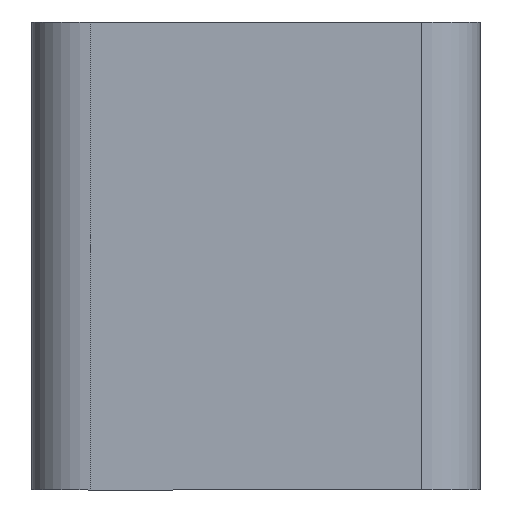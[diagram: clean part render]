
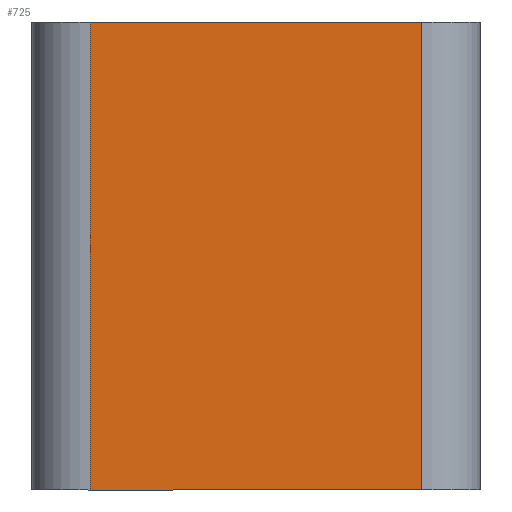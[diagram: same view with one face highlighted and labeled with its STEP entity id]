
A CAD part, front view. The second image highlights one B-rep face of the part: STEP entity #725.
In plain terms, the highlighted planar face has unit normal (0, -1, 0).
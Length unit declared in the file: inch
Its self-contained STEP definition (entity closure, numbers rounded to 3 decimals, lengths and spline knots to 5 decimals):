
#6 = VECTOR ( 'NONE', #325, 39.37008 ) ;
#39 = FACE_OUTER_BOUND ( 'NONE', #405, .T. ) ;
#45 = EDGE_CURVE ( 'NONE', #702, #84, #539, .T. ) ;
#60 = ORIENTED_EDGE ( 'NONE', *, *, #483, .T. ) ;
#63 = ORIENTED_EDGE ( 'NONE', *, *, #45, .F. ) ;
#77 = DIRECTION ( 'NONE',  ( 0., 0., -1. ) ) ;
#84 = VERTEX_POINT ( 'NONE', #238 ) ;
#112 = CARTESIAN_POINT ( 'NONE',  ( 0.53125, -0.125, -0.75 ) ) ;
#145 = EDGE_CURVE ( 'NONE', #702, #224, #845, .T. ) ;
#188 = CARTESIAN_POINT ( 'NONE',  ( -0.53125, -0.125, 0.75 ) ) ;
#222 = CARTESIAN_POINT ( 'NONE',  ( 0.53125, -0.125, -0.75 ) ) ;
#224 = VERTEX_POINT ( 'NONE', #444 ) ;
#238 = CARTESIAN_POINT ( 'NONE',  ( -0.53125, -0.125, -0.75 ) ) ;
#284 = PLANE ( 'NONE',  #562 ) ;
#285 = VECTOR ( 'NONE', #317, 39.37008 ) ;
#317 = DIRECTION ( 'NONE',  ( 0., 0., 1. ) ) ;
#325 = DIRECTION ( 'NONE',  ( 0., 0., -1. ) ) ;
#337 = CARTESIAN_POINT ( 'NONE',  ( -0.59375, -0.125, 0.75 ) ) ;
#373 = VECTOR ( 'NONE', #453, 39.37008 ) ;
#405 = EDGE_LOOP ( 'NONE', ( #63, #592, #543, #60 ) ) ;
#421 = CARTESIAN_POINT ( 'NONE',  ( 0., -0.125, 0. ) ) ;
#436 = VECTOR ( 'NONE', #466, 39.37008 ) ;
#444 = CARTESIAN_POINT ( 'NONE',  ( 0.53125, -0.125, 0.75 ) ) ;
#453 = DIRECTION ( 'NONE',  ( -1., 0., 0. ) ) ;
#454 = LINE ( 'NONE', #337, #436 ) ;
#466 = DIRECTION ( 'NONE',  ( 1., 0., 0. ) ) ;
#483 = EDGE_CURVE ( 'NONE', #849, #84, #752, .T. ) ;
#530 = CARTESIAN_POINT ( 'NONE',  ( -0.53125, -0.125, 0.75 ) ) ;
#539 = LINE ( 'NONE', #664, #373 ) ;
#542 = DIRECTION ( 'NONE',  ( 0., -1., 0. ) ) ;
#543 = ORIENTED_EDGE ( 'NONE', *, *, #863, .F. ) ;
#562 = AXIS2_PLACEMENT_3D ( 'NONE', #421, #542, #77 ) ;
#592 = ORIENTED_EDGE ( 'NONE', *, *, #145, .T. ) ;
#664 = CARTESIAN_POINT ( 'NONE',  ( -0.59375, -0.125, -0.75 ) ) ;
#702 = VERTEX_POINT ( 'NONE', #222 ) ;
#725 = ADVANCED_FACE ( 'NONE', ( #39 ), #284, .T. ) ;
#752 = LINE ( 'NONE', #188, #6 ) ;
#845 = LINE ( 'NONE', #112, #285 ) ;
#849 = VERTEX_POINT ( 'NONE', #530 ) ;
#863 = EDGE_CURVE ( 'NONE', #849, #224, #454, .T. ) ;
